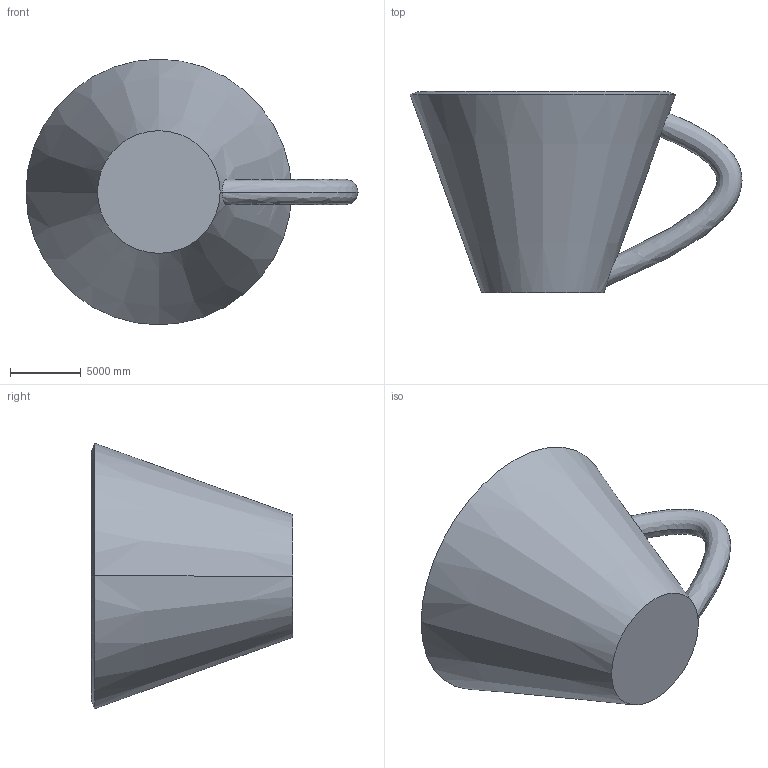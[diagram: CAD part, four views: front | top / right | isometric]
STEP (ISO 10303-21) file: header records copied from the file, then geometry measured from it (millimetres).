
FILE_DESCRIPTION((''),'2;1');
FILE_NAME('SWEEP','2025-08-05T20:55:42',('prabi'),(''),'CREO PARAMETRIC BY PTC INC, 2024153','CREO PARAMETRIC BY PTC INC, 2024153','');
FILE_SCHEMA(('CONFIG_CONTROL_DESIGN'));
Length unit declared in the file: inch
Products named in the file (1): SWEEP
Bounding box: 23389.49 x 14162.53 x 18713.98 mm (x, y, z)
Volume: 459521526797 mm3; surface area: 1440065808.4 mm2
Topology: 1 solids, 1 shells, 10 faces, 22 edges, 12 vertices
Faces by surface type: cone 6, plane 2, bspline 2
Entity records: 3165 total; most frequent: CARTESIAN_POINT 2915, ORIENTED_EDGE 44, DIRECTION 40, EDGE_CURVE 22, AXIS2_PLACEMENT_3D 16, VERTEX_POINT 12, EDGE_LOOP 10, FACE_OUTER_BOUND 10
